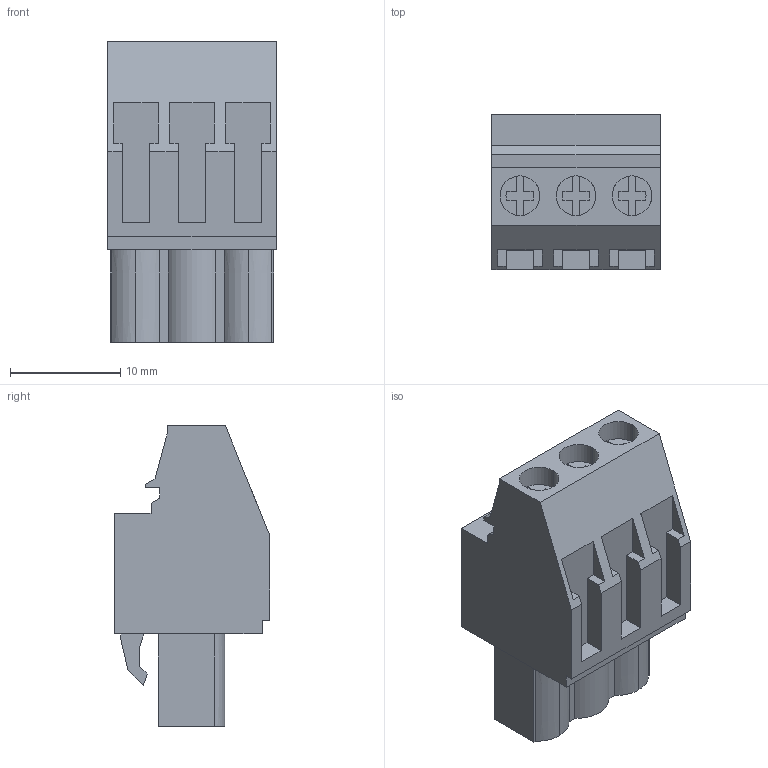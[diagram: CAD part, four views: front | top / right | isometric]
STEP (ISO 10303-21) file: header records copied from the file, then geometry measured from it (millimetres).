
FILE_DESCRIPTION(('CATIA V5 STEP','CAx-IF Rec.Pracs.--- Model Styling and Organization---1.2---2011-12-15'),'2;1');
FILE_NAME ('D1467897_0_1948010000_1948010000.stp','2017-09-08T12:16:48+00:00',('none'),('Weidmueller'),'CATIA Version 5-6 Release 2014','CATIA V5 STEP AP214','none');
FILE_SCHEMA(('AUTOMOTIVE_DESIGN { 1 0 10303 214 1 1 1 1 }'));
Length unit declared in the file: millimetre
Products named in the file (1): 1948010000
Bounding box: 15.24 x 14.1 x 27.2 mm (x, y, z)
Volume: 3478.6 mm3; surface area: 2451.2 mm2
Topology: 4 solids, 4 shells, 225 faces, 610 edges, 408 vertices
Faces by surface type: plane 196, cylinder 25, extrusion 4
Entity records: 6965 total; most frequent: CARTESIAN_POINT 1356, ORIENTED_EDGE 1220, DIRECTION 1004, EDGE_CURVE 610, VECTOR 544, LINE 540, VERTEX_POINT 408, AXIS2_PLACEMENT_3D 256
